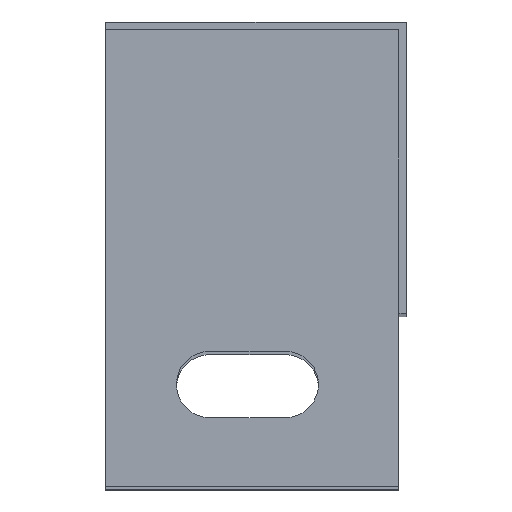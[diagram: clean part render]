
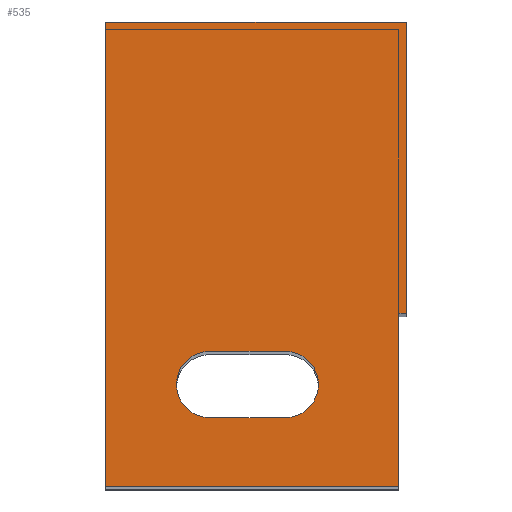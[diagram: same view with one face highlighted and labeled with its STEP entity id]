
A CAD part, top view. The second image highlights one B-rep face of the part: STEP entity #535.
In plain terms, the highlighted planar face has unit normal (0, 0, 1).
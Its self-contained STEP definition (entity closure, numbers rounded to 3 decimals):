
#5 = LINE ( 'NONE', #165, #750 ) ;
#13 = ORIENTED_EDGE ( 'NONE', *, *, #451, .F. ) ;
#16 = EDGE_LOOP ( 'NONE', ( #288, #743, #521, #575, #497, #751 ) ) ;
#22 = ORIENTED_EDGE ( 'NONE', *, *, #452, .F. ) ;
#27 = LINE ( 'NONE', #405, #347 ) ;
#33 = DIRECTION ( 'NONE',  ( -1., 0., 0. ) ) ;
#35 = CARTESIAN_POINT ( 'NONE',  ( 1481.5, -37.5, 199.8 ) ) ;
#65 = VERTEX_POINT ( 'NONE', #168 ) ;
#81 = LINE ( 'NONE', #740, #208 ) ;
#88 = VERTEX_POINT ( 'NONE', #605 ) ;
#92 = DIRECTION ( 'NONE',  ( -1., 0., 0. ) ) ;
#96 = DIRECTION ( 'NONE',  ( 1., 0., 0. ) ) ;
#98 = LINE ( 'NONE', #106, #303 ) ;
#106 = CARTESIAN_POINT ( 'NONE',  ( 1494.3, -1.5, 199.8 ) ) ;
#154 = FACE_BOUND ( 'NONE', #540, .T. ) ;
#157 = CARTESIAN_POINT ( 'NONE',  ( 1481.5, -34., 199.8 ) ) ;
#160 = DIRECTION ( 'NONE',  ( 0., 1., 0. ) ) ;
#165 = CARTESIAN_POINT ( 'NONE',  ( 1494.3, -30., 199.8 ) ) ;
#168 = CARTESIAN_POINT ( 'NONE',  ( 1473.5, -34., 199.8 ) ) ;
#175 = CARTESIAN_POINT ( 'NONE',  ( 1494.3, 0.8, 199.8 ) ) ;
#178 = LINE ( 'NONE', #157, #533 ) ;
#182 = VERTEX_POINT ( 'NONE', #175 ) ;
#186 = VECTOR ( 'NONE', #699, 1000. ) ;
#195 = VERTEX_POINT ( 'NONE', #654 ) ;
#198 = AXIS2_PLACEMENT_3D ( 'NONE', #221, #727, #375 ) ;
#203 = VERTEX_POINT ( 'NONE', #662 ) ;
#208 = VECTOR ( 'NONE', #33, 1000. ) ;
#218 = DIRECTION ( 'NONE',  ( 0., 0., 1. ) ) ;
#221 = CARTESIAN_POINT ( 'NONE',  ( 1492.5, -1., 199.8 ) ) ;
#254 = AXIS2_PLACEMENT_3D ( 'NONE', #35, #477, #96 ) ;
#258 = CARTESIAN_POINT ( 'NONE',  ( 1494.3, -30., 199.8 ) ) ;
#259 = AXIS2_PLACEMENT_3D ( 'NONE', #595, #218, #647 ) ;
#266 = VERTEX_POINT ( 'NONE', #272 ) ;
#272 = CARTESIAN_POINT ( 'NONE',  ( 1493.5, -48.3, 199.8 ) ) ;
#277 = CARTESIAN_POINT ( 'NONE',  ( 1493.5, 0.8, 199.8 ) ) ;
#285 = PLANE ( 'NONE',  #198 ) ;
#288 = ORIENTED_EDGE ( 'NONE', *, *, #454, .F. ) ;
#297 = ORIENTED_EDGE ( 'NONE', *, *, #443, .F. ) ;
#303 = VECTOR ( 'NONE', #551, 1000. ) ;
#307 = CARTESIAN_POINT ( 'NONE',  ( 1462.5, 0.8, 199.8 ) ) ;
#328 = LINE ( 'NONE', #649, #186 ) ;
#336 = DIRECTION ( 'NONE',  ( 1., 0., 0. ) ) ;
#344 = EDGE_CURVE ( 'NONE', #182, #634, #586, .T. ) ;
#347 = VECTOR ( 'NONE', #336, 1000. ) ;
#375 = DIRECTION ( 'NONE',  ( 0., -1., 0. ) ) ;
#386 = ORIENTED_EDGE ( 'NONE', *, *, #445, .F. ) ;
#405 = CARTESIAN_POINT ( 'NONE',  ( 1473.5, -41., 199.8 ) ) ;
#416 = FACE_OUTER_BOUND ( 'NONE', #16, .T. ) ;
#436 = EDGE_CURVE ( 'NONE', #266, #195, #81, .T. ) ;
#443 = EDGE_CURVE ( 'NONE', #65, #626, #515, .T. ) ;
#445 = EDGE_CURVE ( 'NONE', #203, #65, #178, .T. ) ;
#451 = EDGE_CURVE ( 'NONE', #88, #203, #689, .T. ) ;
#452 = EDGE_CURVE ( 'NONE', #626, #88, #27, .T. ) ;
#454 = EDGE_CURVE ( 'NONE', #195, #634, #536, .T. ) ;
#459 = EDGE_CURVE ( 'NONE', #266, #687, #328, .T. ) ;
#465 = EDGE_CURVE ( 'NONE', #682, #687, #5, .T. ) ;
#469 = EDGE_CURVE ( 'NONE', #182, #682, #98, .T. ) ;
#477 = DIRECTION ( 'NONE',  ( 0., 0., 1. ) ) ;
#480 = DIRECTION ( 'NONE',  ( -1., 0., 0. ) ) ;
#497 = ORIENTED_EDGE ( 'NONE', *, *, #469, .F. ) ;
#515 = CIRCLE ( 'NONE', #259, 3.5 ) ;
#521 = ORIENTED_EDGE ( 'NONE', *, *, #459, .T. ) ;
#533 = VECTOR ( 'NONE', #92, 1000. ) ;
#535 = ADVANCED_FACE ( 'NONE', ( #154, #416 ), #285, .T. ) ;
#536 = LINE ( 'NONE', #749, #641 ) ;
#540 = EDGE_LOOP ( 'NONE', ( #297, #386, #13, #22 ) ) ;
#551 = DIRECTION ( 'NONE',  ( 0., -1., 0. ) ) ;
#571 = VECTOR ( 'NONE', #737, 1000. ) ;
#575 = ORIENTED_EDGE ( 'NONE', *, *, #465, .F. ) ;
#586 = LINE ( 'NONE', #277, #571 ) ;
#595 = CARTESIAN_POINT ( 'NONE',  ( 1473.5, -37.5, 199.8 ) ) ;
#605 = CARTESIAN_POINT ( 'NONE',  ( 1481.5, -41., 199.8 ) ) ;
#626 = VERTEX_POINT ( 'NONE', #730 ) ;
#631 = CARTESIAN_POINT ( 'NONE',  ( 1493.5, -30., 199.8 ) ) ;
#634 = VERTEX_POINT ( 'NONE', #307 ) ;
#641 = VECTOR ( 'NONE', #160, 1000. ) ;
#647 = DIRECTION ( 'NONE',  ( 1., 0., 0. ) ) ;
#649 = CARTESIAN_POINT ( 'NONE',  ( 1493.5, -48.3, 199.8 ) ) ;
#654 = CARTESIAN_POINT ( 'NONE',  ( 1462.5, -48.3, 199.8 ) ) ;
#662 = CARTESIAN_POINT ( 'NONE',  ( 1481.5, -34., 199.8 ) ) ;
#682 = VERTEX_POINT ( 'NONE', #258 ) ;
#687 = VERTEX_POINT ( 'NONE', #631 ) ;
#689 = CIRCLE ( 'NONE', #254, 3.5 ) ;
#699 = DIRECTION ( 'NONE',  ( 0., 1., 0. ) ) ;
#727 = DIRECTION ( 'NONE',  ( 0., 0., 1. ) ) ;
#730 = CARTESIAN_POINT ( 'NONE',  ( 1473.5, -41., 199.8 ) ) ;
#737 = DIRECTION ( 'NONE',  ( -1., 0., 0. ) ) ;
#740 = CARTESIAN_POINT ( 'NONE',  ( 1492.5, -48.3, 199.8 ) ) ;
#743 = ORIENTED_EDGE ( 'NONE', *, *, #436, .F. ) ;
#749 = CARTESIAN_POINT ( 'NONE',  ( 1462.5, -1., 199.8 ) ) ;
#750 = VECTOR ( 'NONE', #480, 1000. ) ;
#751 = ORIENTED_EDGE ( 'NONE', *, *, #344, .T. ) ;
